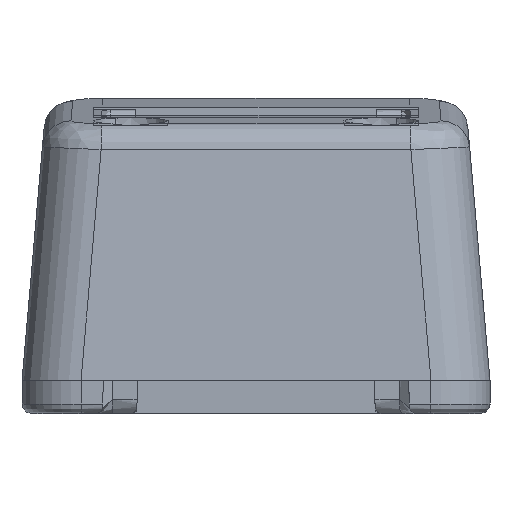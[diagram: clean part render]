
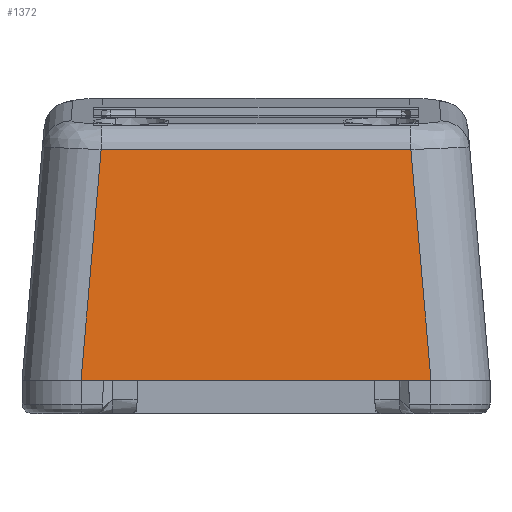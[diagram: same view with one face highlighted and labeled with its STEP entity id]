
A CAD part, front view. The second image highlights one B-rep face of the part: STEP entity #1372.
In plain terms, the highlighted planar face has unit normal (0, -0.996, 0.087).
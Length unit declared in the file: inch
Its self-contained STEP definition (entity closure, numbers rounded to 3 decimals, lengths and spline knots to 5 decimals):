
#1372=ADVANCED_FACE('',(#1860),#1670,.T.);
#1670=PLANE('',#6026);
#1860=FACE_OUTER_BOUND('',#2165,.T.);
#2165=EDGE_LOOP('',(#2613,#2614,#2615,#2616,#2617,#2618,#2619,#2620));
#2613=ORIENTED_EDGE('',*,*,#4431,.F.);
#2614=ORIENTED_EDGE('',*,*,#4473,.T.);
#2615=ORIENTED_EDGE('',*,*,#4465,.T.);
#2616=ORIENTED_EDGE('',*,*,#4474,.T.);
#2617=ORIENTED_EDGE('',*,*,#4437,.F.);
#2618=ORIENTED_EDGE('',*,*,#4407,.F.);
#2619=ORIENTED_EDGE('',*,*,#4475,.F.);
#2620=ORIENTED_EDGE('',*,*,#4476,.F.);
#3941=VERTEX_POINT('',#8011);
#3943=VERTEX_POINT('',#8014);
#3963=VERTEX_POINT('',#8098);
#3964=VERTEX_POINT('',#8099);
#3969=VERTEX_POINT('',#8111);
#3991=VERTEX_POINT('',#8199);
#3992=VERTEX_POINT('',#8201);
#3999=VERTEX_POINT('',#8226);
#4407=EDGE_CURVE('',#3941,#3943,#5097,.T.);
#4431=EDGE_CURVE('',#3963,#3964,#5108,.T.);
#4437=EDGE_CURVE('',#3943,#3969,#5111,.T.);
#4465=EDGE_CURVE('',#3992,#3991,#5123,.T.);
#4473=EDGE_CURVE('',#3963,#3992,#5128,.T.);
#4474=EDGE_CURVE('',#3991,#3969,#5129,.T.);
#4475=EDGE_CURVE('',#3999,#3941,#5130,.T.);
#4476=EDGE_CURVE('',#3964,#3999,#5131,.T.);
#5097=LINE('',#8013,#5553);
#5108=LINE('',#8097,#5564);
#5111=LINE('',#8110,#5567);
#5123=LINE('',#8200,#5579);
#5128=LINE('',#8223,#5584);
#5129=LINE('',#8224,#5585);
#5130=LINE('',#8225,#5586);
#5131=LINE('',#8227,#5587);
#5553=VECTOR('',#6535,1.);
#5564=VECTOR('',#6564,1.);
#5567=VECTOR('',#6575,1.);
#5579=VECTOR('',#6615,1.);
#5584=VECTOR('',#6626,1.);
#5585=VECTOR('',#6627,1.);
#5586=VECTOR('',#6628,1.);
#5587=VECTOR('',#6629,1.);
#6026=AXIS2_PLACEMENT_3D('',#8228,#6630,#6631);
#6535=DIRECTION('',(-1.,0.,0.));
#6564=DIRECTION('',(-1.,0.,0.));
#6575=DIRECTION('',(-1.,0.,0.));
#6615=DIRECTION('',(-1.,0.,0.));
#6626=DIRECTION('',(-0.087,0.087,0.992));
#6627=DIRECTION('',(-0.087,-0.087,-0.992));
#6628=DIRECTION('',(-1.,0.,0.));
#6629=DIRECTION('',(-1.,0.,0.));
#6630=DIRECTION('',(0.,-0.996,0.087));
#6631=DIRECTION('',(0.,-0.087,-0.996));
#8011=CARTESIAN_POINT('',(-0.15975,-23.855,0.));
#8013=CARTESIAN_POINT('',(0.,-23.855,0.));
#8014=CARTESIAN_POINT('',(-0.183,-23.855,0.));
#8097=CARTESIAN_POINT('',(0.,-23.855,0.));
#8098=CARTESIAN_POINT('',(0.18324,-23.855,0.));
#8099=CARTESIAN_POINT('',(0.183,-23.855,0.));
#8110=CARTESIAN_POINT('',(0.,-23.855,0.));
#8111=CARTESIAN_POINT('',(-0.18324,-23.855,0.));
#8199=CARTESIAN_POINT('',(-0.16211,-23.83388,0.24143));
#8200=CARTESIAN_POINT('',(0.,-23.83388,0.24143));
#8201=CARTESIAN_POINT('',(0.16211,-23.83388,0.24143));
#8223=CARTESIAN_POINT('',(0.18185,-23.85362,0.01579));
#8224=CARTESIAN_POINT('',(-0.18185,-23.85362,0.01579));
#8225=CARTESIAN_POINT('',(0.,-23.855,0.));
#8226=CARTESIAN_POINT('',(0.15974,-23.855,0.));
#8227=CARTESIAN_POINT('',(0.,-23.855,0.));
#8228=CARTESIAN_POINT('',(0.,-23.855,0.));
